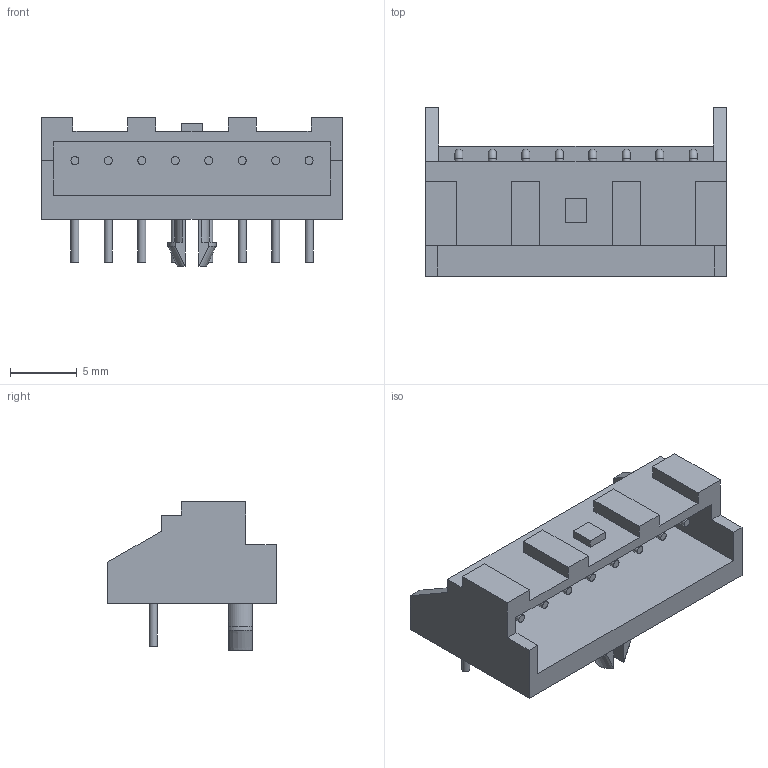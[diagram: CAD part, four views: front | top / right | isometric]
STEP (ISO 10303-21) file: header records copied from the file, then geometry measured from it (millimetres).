
FILE_DESCRIPTION( ( '' ), ' ' );
FILE_NAME( '5b4722eee5838e0ecfb209ab.step', '2018-07-12T09:44:14', ( '' ), ( '' ), ' ', ' ', ' ' );
FILE_SCHEMA( ( 'AUTOMOTIVE_DESIGN { 1 0 10303 214 1 1 1 1 }' ) );
Length unit declared in the file: metre
Products named in the file (1): Open CASCADE STEP translator 6.8 1
Bounding box: 22.5 x 12.6 x 11.1 mm (x, y, z)
Volume: 853.4 mm3; surface area: 1350.6 mm2
Topology: 1 solids, 1 shells, 113 faces, 288 edges, 196 vertices
Faces by surface type: plane 67, cylinder 36, torus 8, extrusion 2
Full cylindrical faces by diameter (mm): 0.6 x32
Entity records: 5090 total; most frequent: CARTESIAN_POINT 620, DIRECTION 508, ORIENTED_EDGE 432, STYLED_ITEM 329, PRESENTATION_STYLE_ASSIGNMENT 329, COLOUR_RGB 329, EDGE_CURVE 216, CURVE_STYLE 216
